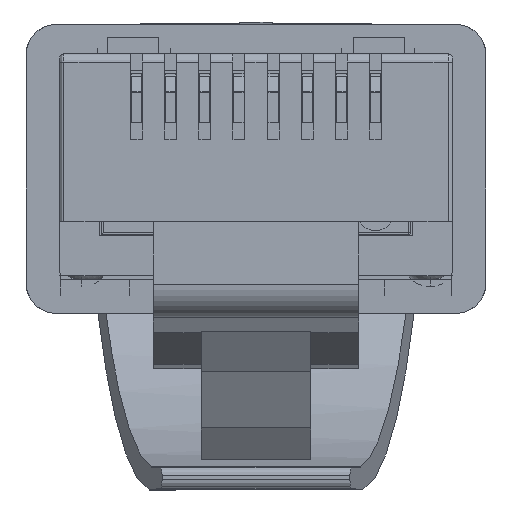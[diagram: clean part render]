
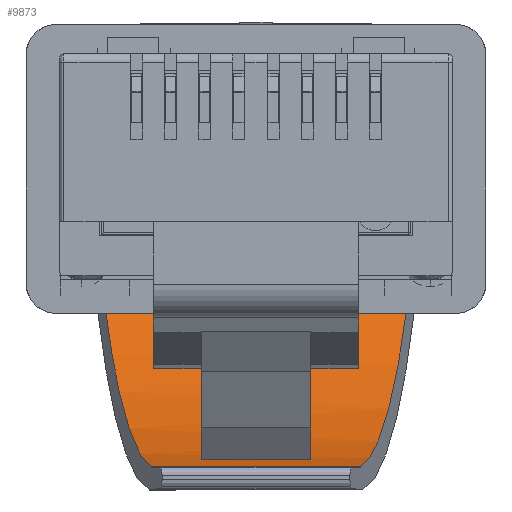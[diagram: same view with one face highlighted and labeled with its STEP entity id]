
A CAD part, front view. The second image highlights one B-rep face of the part: STEP entity #9873.
In plain terms, the highlighted cylindrical face has radius 12.7 mm (diameter 25.4 mm), a partial arc.
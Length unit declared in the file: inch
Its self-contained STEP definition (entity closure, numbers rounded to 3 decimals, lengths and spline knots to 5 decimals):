
#361 = CARTESIAN_POINT ( 'NONE',  ( 0.185, 0.169, 0.06 ) ) ;
#1278 = ORIENTED_EDGE ( 'NONE', *, *, #8545, .T. ) ;
#1517 = ORIENTED_EDGE ( 'NONE', *, *, #6911, .F. ) ;
#2607 = CARTESIAN_POINT ( 'NONE',  ( 0.17562, 0.169, 0.06 ) ) ;
#3189 = DIRECTION ( 'NONE',  ( -1., 0., 0. ) ) ;
#3240 = CARTESIAN_POINT ( 'NONE',  ( 0.16223, 0.27309, 0.14571 ) ) ;
#3828 = CARTESIAN_POINT ( 'NONE',  ( -0.17563, 0.169, 0.06 ) ) ;
#3901 =( BOUNDED_CURVE ( )  B_SPLINE_CURVE ( 3, ( #3828, #11747, #5252, #6422 ),
 .UNSPECIFIED., .F., .F. ) 
 B_SPLINE_CURVE_WITH_KNOTS ( ( 4, 4 ),
 ( 0.68888, 1.47683 ),
 .UNSPECIFIED. ) 
 CURVE ( )  GEOMETRIC_REPRESENTATION_ITEM ( )  RATIONAL_B_SPLINE_CURVE ( ( 1., 0.949, 0.949, 1. ) ) 
 REPRESENTATION_ITEM ( '' )  );
#4377 = CARTESIAN_POINT ( 'NONE',  ( -0.17563, 0.169, 0.06 ) ) ;
#4638 = CARTESIAN_POINT ( 'NONE',  ( 0.185, -0.14884, 0.44598 ) ) ;
#5252 = CARTESIAN_POINT ( 'NONE',  ( -0.14362, 0.3363, 0.26482 ) ) ;
#5971 = ORIENTED_EDGE ( 'NONE', *, *, #11906, .F. ) ;
#6148 = EDGE_CURVE ( 'NONE', #11570, #10704, #16530, .T. ) ;
#6331 = DIRECTION ( 'NONE',  ( -1., 0., 0. ) ) ;
#6422 = CARTESIAN_POINT ( 'NONE',  ( -0.12265, 0.34896, 0.39906 ) ) ;
#6911 = EDGE_CURVE ( 'NONE', #13820, #11570, #14447, .T. ) ;
#8545 = EDGE_CURVE ( 'NONE', #13820, #9917, #10164, .T. ) ;
#9154 = ORIENTED_EDGE ( 'NONE', *, *, #6148, .F. ) ;
#9661 = AXIS2_PLACEMENT_3D ( 'NONE', #4638, #9981, #10242 ) ;
#9833 = CARTESIAN_POINT ( 'NONE',  ( 0.12265, 0.34896, 0.39906 ) ) ;
#9873 = ADVANCED_FACE ( 'NONE', ( #14226 ), #16996, .F. ) ;
#9917 = VERTEX_POINT ( 'NONE', #12692 ) ;
#9981 = DIRECTION ( 'NONE',  ( -1., 0., 0. ) ) ;
#10164 = LINE ( 'NONE', #17091, #12745 ) ;
#10242 = DIRECTION ( 'NONE',  ( 0., 0., 1. ) ) ;
#10704 = VERTEX_POINT ( 'NONE', #4377 ) ;
#11274 = VECTOR ( 'NONE', #3189, 39.37008 ) ;
#11570 = VERTEX_POINT ( 'NONE', #2607 ) ;
#11747 = CARTESIAN_POINT ( 'NONE',  ( -0.16223, 0.27309, 0.14571 ) ) ;
#11906 = EDGE_CURVE ( 'NONE', #10704, #9917, #3901, .T. ) ;
#12314 = CARTESIAN_POINT ( 'NONE',  ( 0.17562, 0.169, 0.06 ) ) ;
#12692 = CARTESIAN_POINT ( 'NONE',  ( -0.12265, 0.34896, 0.39906 ) ) ;
#12745 = VECTOR ( 'NONE', #6331, 39.37008 ) ;
#13820 = VERTEX_POINT ( 'NONE', #14859 ) ;
#13826 = CARTESIAN_POINT ( 'NONE',  ( 0.14362, 0.3363, 0.26482 ) ) ;
#14226 = FACE_OUTER_BOUND ( 'NONE', #14708, .T. ) ;
#14447 =( BOUNDED_CURVE ( )  B_SPLINE_CURVE ( 3, ( #9833, #13826, #3240, #12314 ),
 .UNSPECIFIED., .F., .F. ) 
 B_SPLINE_CURVE_WITH_KNOTS ( ( 4, 4 ),
 ( 1.66477, 2.45271 ),
 .UNSPECIFIED. ) 
 CURVE ( )  GEOMETRIC_REPRESENTATION_ITEM ( )  RATIONAL_B_SPLINE_CURVE ( ( 1., 0.949, 0.949, 1. ) ) 
 REPRESENTATION_ITEM ( '' )  );
#14708 = EDGE_LOOP ( 'NONE', ( #5971, #9154, #1517, #1278 ) ) ;
#14859 = CARTESIAN_POINT ( 'NONE',  ( 0.12265, 0.34896, 0.39906 ) ) ;
#16530 = LINE ( 'NONE', #361, #11274 ) ;
#16996 = CYLINDRICAL_SURFACE ( 'NONE', #9661, 0.5 ) ;
#17091 = CARTESIAN_POINT ( 'NONE',  ( 0.185, 0.34896, 0.39906 ) ) ;
